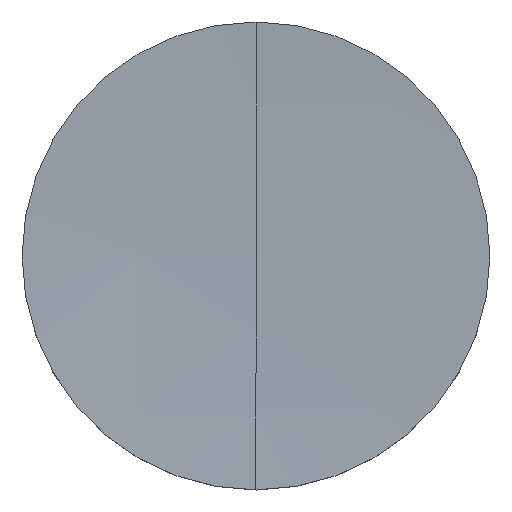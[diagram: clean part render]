
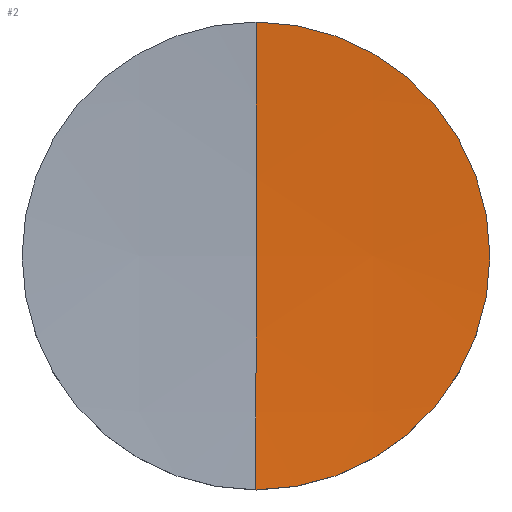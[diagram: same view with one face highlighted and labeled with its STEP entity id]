
A CAD part, top view. The second image highlights one B-rep face of the part: STEP entity #2.
In plain terms, the highlighted spherical face has radius 240.473 mm.
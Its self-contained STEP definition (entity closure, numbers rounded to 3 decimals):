
#2 = ADVANCED_FACE ( 'NONE', ( #19 ), #15, .F. ) ;
#3 = EDGE_LOOP ( 'NONE', ( #22, #206, #208 ) ) ;
#6 = DIRECTION ( 'NONE',  ( 0., 1., 0. ) ) ;
#7 = DIRECTION ( 'NONE',  ( -1., 0., 0. ) ) ;
#8 = CARTESIAN_POINT ( 'NONE',  ( 0., 0., 242.473 ) ) ;
#9 = AXIS2_PLACEMENT_3D ( 'NONE', #8, #7, #6 ) ;
#15 = SPHERICAL_SURFACE ( 'NONE', #9, 240.473 ) ;
#16 = VERTEX_POINT ( 'NONE', #31 ) ;
#18 = EDGE_CURVE ( 'NONE', #16, #195, #39, .T. ) ;
#19 = FACE_OUTER_BOUND ( 'NONE', #3, .T. ) ;
#22 = ORIENTED_EDGE ( 'NONE', *, *, #18, .F. ) ;
#31 = CARTESIAN_POINT ( 'NONE',  ( 0., 0., 2. ) ) ;
#35 = DIRECTION ( 'NONE',  ( 0., 0., -1. ) ) ;
#36 = DIRECTION ( 'NONE',  ( 1., 0., 0. ) ) ;
#37 = CARTESIAN_POINT ( 'NONE',  ( 0., 0., 242.473 ) ) ;
#38 = AXIS2_PLACEMENT_3D ( 'NONE', #37, #36, #35 ) ;
#39 = CIRCLE ( 'NONE', #38, 240.473 ) ;
#44 = DIRECTION ( 'NONE',  ( 0., -1., 0. ) ) ;
#45 = DIRECTION ( 'NONE',  ( -1., 0., 0. ) ) ;
#46 = CARTESIAN_POINT ( 'NONE',  ( 0., 0., 242.473 ) ) ;
#47 = AXIS2_PLACEMENT_3D ( 'NONE', #46, #45, #44 ) ;
#49 = CARTESIAN_POINT ( 'NONE',  ( 0., 0., 2.336 ) ) ;
#50 = CARTESIAN_POINT ( 'NONE',  ( 0., -12.7, 2.336 ) ) ;
#54 = DIRECTION ( 'NONE',  ( 0., -1., 0. ) ) ;
#60 = DIRECTION ( 'NONE',  ( 0., 0., 1. ) ) ;
#62 = CARTESIAN_POINT ( 'NONE',  ( 0., 12.7, 2.336 ) ) ;
#69 = CIRCLE ( 'NONE', #47, 240.473 ) ;
#70 = AXIS2_PLACEMENT_3D ( 'NONE', #49, #60, #54 ) ;
#71 = CIRCLE ( 'NONE', #70, 12.7 ) ;
#195 = VERTEX_POINT ( 'NONE', #62 ) ;
#197 = EDGE_CURVE ( 'NONE', #198, #195, #71, .T. ) ;
#198 = VERTEX_POINT ( 'NONE', #50 ) ;
#206 = ORIENTED_EDGE ( 'NONE', *, *, #207, .T. ) ;
#207 = EDGE_CURVE ( 'NONE', #16, #198, #69, .T. ) ;
#208 = ORIENTED_EDGE ( 'NONE', *, *, #197, .T. ) ;
